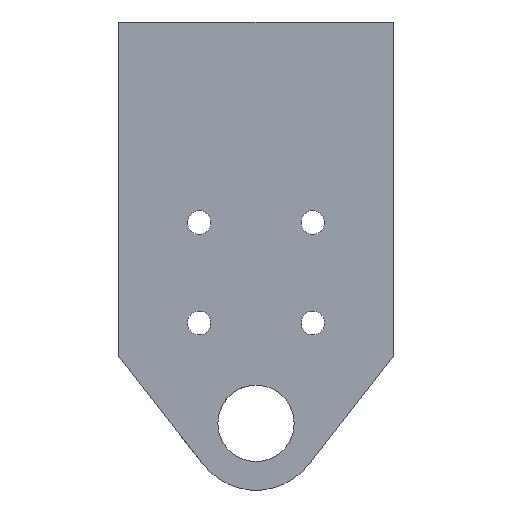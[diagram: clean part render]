
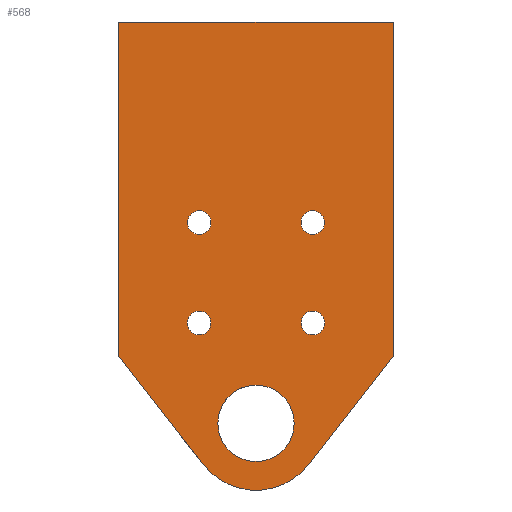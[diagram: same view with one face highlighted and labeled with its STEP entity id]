
A CAD part, left-side view. The second image highlights one B-rep face of the part: STEP entity #568.
In plain terms, the highlighted planar face has unit normal (-1, 0, 0).
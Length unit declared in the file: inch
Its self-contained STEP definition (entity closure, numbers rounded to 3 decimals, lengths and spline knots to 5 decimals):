
#31=FACE_BOUND('',#138,.T.);
#32=FACE_BOUND('',#139,.T.);
#33=FACE_BOUND('',#140,.T.);
#34=FACE_BOUND('',#141,.T.);
#35=FACE_BOUND('',#142,.T.);
#50=CIRCLE('',#601,0.08858);
#54=CIRCLE('',#607,0.08858);
#58=CIRCLE('',#613,0.08858);
#62=CIRCLE('',#619,0.08858);
#65=CIRCLE('',#626,0.5);
#67=CIRCLE('',#629,0.28543);
#94=FACE_OUTER_BOUND('',#137,.T.);
#137=EDGE_LOOP('',(#507,#508,#509,#510,#511,#512));
#138=EDGE_LOOP('',(#513));
#139=EDGE_LOOP('',(#514));
#140=EDGE_LOOP('',(#515));
#141=EDGE_LOOP('',(#516));
#142=EDGE_LOOP('',(#517));
#173=LINE('',#890,#226);
#179=LINE('',#910,#232);
#190=LINE('',#932,#243);
#196=LINE('',#943,#249);
#197=LINE('',#945,#250);
#226=VECTOR('',#737,0.3937);
#232=VECTOR('',#757,0.3937);
#243=VECTOR('',#778,0.3937);
#249=VECTOR('',#788,0.3937);
#250=VECTOR('',#791,0.3937);
#264=VERTEX_POINT('',#833);
#268=VERTEX_POINT('',#845);
#272=VERTEX_POINT('',#857);
#276=VERTEX_POINT('',#869);
#283=VERTEX_POINT('',#888);
#284=VERTEX_POINT('',#889);
#287=VERTEX_POINT('',#897);
#289=VERTEX_POINT('',#903);
#291=VERTEX_POINT('',#909);
#297=VERTEX_POINT('',#931);
#300=VERTEX_POINT('',#941);
#321=EDGE_CURVE('',#264,#264,#50,.T.);
#327=EDGE_CURVE('',#268,#268,#54,.T.);
#333=EDGE_CURVE('',#272,#272,#58,.T.);
#339=EDGE_CURVE('',#276,#276,#62,.T.);
#347=EDGE_CURVE('',#283,#284,#173,.T.);
#351=EDGE_CURVE('',#284,#287,#65,.T.);
#354=EDGE_CURVE('',#289,#289,#67,.T.);
#357=EDGE_CURVE('',#287,#291,#179,.T.);
#368=EDGE_CURVE('',#291,#297,#190,.T.);
#374=EDGE_CURVE('',#283,#300,#196,.T.);
#375=EDGE_CURVE('',#297,#300,#197,.T.);
#507=ORIENTED_EDGE('',*,*,#374,.T.);
#508=ORIENTED_EDGE('',*,*,#375,.F.);
#509=ORIENTED_EDGE('',*,*,#368,.F.);
#510=ORIENTED_EDGE('',*,*,#357,.F.);
#511=ORIENTED_EDGE('',*,*,#351,.F.);
#512=ORIENTED_EDGE('',*,*,#347,.F.);
#513=ORIENTED_EDGE('',*,*,#321,.T.);
#514=ORIENTED_EDGE('',*,*,#327,.T.);
#515=ORIENTED_EDGE('',*,*,#333,.T.);
#516=ORIENTED_EDGE('',*,*,#339,.T.);
#517=ORIENTED_EDGE('',*,*,#354,.F.);
#541=PLANE('',#639);
#568=ADVANCED_FACE('',(#94,#31,#32,#33,#34,#35),#541,.T.);
#601=AXIS2_PLACEMENT_3D('',#835,#678,#679);
#607=AXIS2_PLACEMENT_3D('',#847,#692,#693);
#613=AXIS2_PLACEMENT_3D('',#859,#706,#707);
#619=AXIS2_PLACEMENT_3D('',#871,#720,#721);
#626=AXIS2_PLACEMENT_3D('',#898,#743,#744);
#629=AXIS2_PLACEMENT_3D('',#904,#750,#751);
#639=AXIS2_PLACEMENT_3D('',#944,#789,#790);
#678=DIRECTION('center_axis',(1.,0.,0.));
#679=DIRECTION('ref_axis',(0.,0.,-1.));
#692=DIRECTION('center_axis',(1.,0.,0.));
#693=DIRECTION('ref_axis',(0.,0.,-1.));
#706=DIRECTION('center_axis',(1.,0.,0.));
#707=DIRECTION('ref_axis',(0.,0.,-1.));
#720=DIRECTION('center_axis',(1.,0.,0.));
#721=DIRECTION('ref_axis',(0.,0.,-1.));
#737=DIRECTION('',(0.,0.616,-0.788));
#743=DIRECTION('center_axis',(1.,0.,0.));
#744=DIRECTION('ref_axis',(0.,0.,-1.));
#750=DIRECTION('center_axis',(-1.,0.,0.));
#751=DIRECTION('ref_axis',(0.,0.,1.));
#757=DIRECTION('',(0.,0.616,0.788));
#778=DIRECTION('',(0.,0.,1.));
#788=DIRECTION('',(0.,0.,1.));
#789=DIRECTION('center_axis',(-1.,0.,0.));
#790=DIRECTION('ref_axis',(0.,-1.,0.));
#791=DIRECTION('',(0.,-1.,0.));
#833=CARTESIAN_POINT('',(-1.025,0.425,0.33858));
#835=CARTESIAN_POINT('Origin',(-1.025,0.425,0.25));
#845=CARTESIAN_POINT('',(-1.025,0.425,1.08858));
#847=CARTESIAN_POINT('Origin',(-1.025,0.425,1.));
#857=CARTESIAN_POINT('',(-1.025,-0.425,0.33858));
#859=CARTESIAN_POINT('Origin',(-1.025,-0.425,0.25));
#869=CARTESIAN_POINT('',(-1.025,-0.425,1.08858));
#871=CARTESIAN_POINT('Origin',(-1.025,-0.425,1.));
#888=CARTESIAN_POINT('',(-1.025,-1.025,0.));
#889=CARTESIAN_POINT('',(-1.025,-0.39404,-0.80778));
#890=CARTESIAN_POINT('',(-1.025,-0.39404,-0.80778));
#897=CARTESIAN_POINT('',(-1.025,0.39404,-0.80778));
#898=CARTESIAN_POINT('Origin',(-1.025,0.,-0.5));
#903=CARTESIAN_POINT('',(-1.025,0.,-0.78543));
#904=CARTESIAN_POINT('Origin',(-1.025,0.,-0.5));
#909=CARTESIAN_POINT('',(-1.025,1.025,0.));
#910=CARTESIAN_POINT('',(-1.025,0.70952,-0.40389));
#931=CARTESIAN_POINT('',(-1.025,1.025,2.5));
#932=CARTESIAN_POINT('',(-1.025,1.025,0.));
#941=CARTESIAN_POINT('',(-1.025,-1.025,2.5));
#943=CARTESIAN_POINT('',(-1.025,-1.025,0.));
#944=CARTESIAN_POINT('Origin',(-1.025,1.025,0.));
#945=CARTESIAN_POINT('',(-1.025,1.025,2.5));
